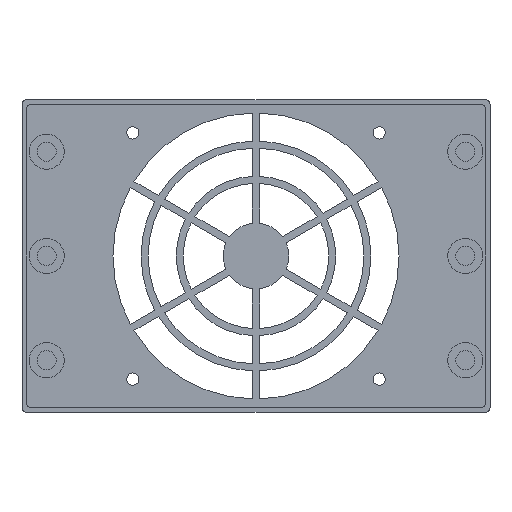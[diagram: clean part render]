
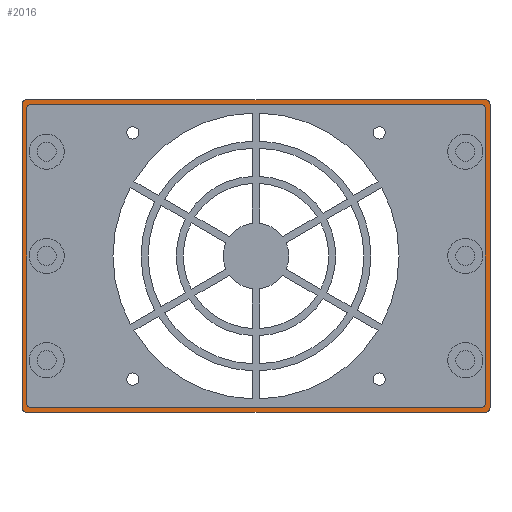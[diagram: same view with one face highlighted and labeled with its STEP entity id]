
A CAD part, front view. The second image highlights one B-rep face of the part: STEP entity #2016.
In plain terms, the highlighted planar face has unit normal (0, -1, 0).
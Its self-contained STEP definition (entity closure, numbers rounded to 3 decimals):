
#1833=CARTESIAN_POINT('',(-929.6,20.,323.355));
#1834=VERTEX_POINT('',#1833);
#1841=CARTESIAN_POINT('',(-929.6,20.,452.805));
#1842=VERTEX_POINT('',#1841);
#1843=CARTESIAN_POINT('',(-929.6,20.,452.805));
#1844=DIRECTION('',(0.,0.,-1.));
#1845=VECTOR('',#1844,129.45);
#1846=LINE('',#1843,#1845);
#1847=EDGE_CURVE('',#1842,#1834,#1846,.T.);
#1864=CARTESIAN_POINT('',(-732.,20.,325.355));
#1865=VERTEX_POINT('',#1864);
#1872=CARTESIAN_POINT('',(-732.,20.,450.805));
#1873=VERTEX_POINT('',#1872);
#1874=CARTESIAN_POINT('',(-732.,20.,450.805));
#1875=DIRECTION('',(0.,0.,-1.));
#1876=VECTOR('',#1875,125.45);
#1877=LINE('',#1874,#1876);
#1878=EDGE_CURVE('',#1873,#1865,#1877,.T.);
#1889=CARTESIAN_POINT('',(-810.,20.,380.25));
#1890=DIRECTION('',(0.,-1.,0.));
#1891=DIRECTION('',(0.,0.,-1.));
#1892=AXIS2_PLACEMENT_3D('',#1889,#1890,#1891);
#1893=PLANE('',#1892);
#1894=CARTESIAN_POINT('',(-734.,20.,452.805));
#1895=VERTEX_POINT('',#1894);
#1896=CARTESIAN_POINT('',(-734.,20.,450.805));
#1897=DIRECTION('',(-0.,1.,-0.));
#1898=DIRECTION('',(1.,0.,0.));
#1899=AXIS2_PLACEMENT_3D('',#1896,#1897,#1898);
#1900=CIRCLE('',#1899,2.);
#1901=EDGE_CURVE('',#1895,#1873,#1900,.T.);
#1902=ORIENTED_EDGE('',*,*,#1901,.T.);
#1903=ORIENTED_EDGE('',*,*,#1878,.T.);
#1904=CARTESIAN_POINT('',(-734.,20.,323.355));
#1905=VERTEX_POINT('',#1904);
#1906=CARTESIAN_POINT('',(-734.,20.,325.355));
#1907=DIRECTION('',(-0.,1.,-0.));
#1908=DIRECTION('',(1.,0.,0.));
#1909=AXIS2_PLACEMENT_3D('',#1906,#1907,#1908);
#1910=CIRCLE('',#1909,2.);
#1911=EDGE_CURVE('',#1865,#1905,#1910,.T.);
#1912=ORIENTED_EDGE('',*,*,#1911,.T.);
#1913=CARTESIAN_POINT('',(-925.6,20.,323.355));
#1914=VERTEX_POINT('',#1913);
#1915=CARTESIAN_POINT('',(-925.6,20.,323.355));
#1916=DIRECTION('',(1.,0.,0.));
#1917=VECTOR('',#1916,191.6);
#1918=LINE('',#1915,#1917);
#1919=EDGE_CURVE('',#1914,#1905,#1918,.T.);
#1920=ORIENTED_EDGE('',*,*,#1919,.F.);
#1921=CARTESIAN_POINT('',(-927.6,20.,325.355));
#1922=VERTEX_POINT('',#1921);
#1923=CARTESIAN_POINT('',(-925.6,20.,325.355));
#1924=DIRECTION('',(0.,-1.,0.));
#1925=DIRECTION('',(1.,0.,0.));
#1926=AXIS2_PLACEMENT_3D('',#1923,#1924,#1925);
#1927=CIRCLE('',#1926,2.);
#1928=EDGE_CURVE('',#1922,#1914,#1927,.T.);
#1929=ORIENTED_EDGE('',*,*,#1928,.F.);
#1930=CARTESIAN_POINT('',(-927.6,20.,450.805));
#1931=VERTEX_POINT('',#1930);
#1932=CARTESIAN_POINT('',(-927.6,20.,450.805));
#1933=DIRECTION('',(0.,0.,-1.));
#1934=VECTOR('',#1933,125.45);
#1935=LINE('',#1932,#1934);
#1936=EDGE_CURVE('',#1931,#1922,#1935,.T.);
#1937=ORIENTED_EDGE('',*,*,#1936,.F.);
#1938=CARTESIAN_POINT('',(-925.6,20.,452.805));
#1939=VERTEX_POINT('',#1938);
#1940=CARTESIAN_POINT('',(-925.6,20.,450.805));
#1941=DIRECTION('',(0.,-1.,0.));
#1942=DIRECTION('',(1.,0.,0.));
#1943=AXIS2_PLACEMENT_3D('',#1940,#1941,#1942);
#1944=CIRCLE('',#1943,2.);
#1945=EDGE_CURVE('',#1939,#1931,#1944,.T.);
#1946=ORIENTED_EDGE('',*,*,#1945,.F.);
#1947=CARTESIAN_POINT('',(-734.,20.,452.805));
#1948=DIRECTION('',(-1.,-0.,0.));
#1949=VECTOR('',#1948,191.6);
#1950=LINE('',#1947,#1949);
#1951=EDGE_CURVE('',#1895,#1939,#1950,.T.);
#1952=ORIENTED_EDGE('',*,*,#1951,.F.);
#1953=EDGE_LOOP('',(#1902,#1903,#1912,#1920,#1929,#1937,#1946,#1952));
#1954=FACE_BOUND('',#1953,.T.);
#1955=CARTESIAN_POINT('',(-730.,20.,452.805));
#1956=VERTEX_POINT('',#1955);
#1957=CARTESIAN_POINT('',(-730.,20.,323.355));
#1958=VERTEX_POINT('',#1957);
#1959=CARTESIAN_POINT('',(-730.,20.,452.805));
#1960=DIRECTION('',(0.,0.,-1.));
#1961=VECTOR('',#1960,129.45);
#1962=LINE('',#1959,#1961);
#1963=EDGE_CURVE('',#1956,#1958,#1962,.T.);
#1964=ORIENTED_EDGE('',*,*,#1963,.F.);
#1965=CARTESIAN_POINT('',(-732.,20.,454.805));
#1966=VERTEX_POINT('',#1965);
#1967=CARTESIAN_POINT('',(-732.,20.,452.805));
#1968=DIRECTION('',(0.,-1.,0.));
#1969=DIRECTION('',(1.,0.,0.));
#1970=AXIS2_PLACEMENT_3D('',#1967,#1968,#1969);
#1971=CIRCLE('',#1970,2.);
#1972=EDGE_CURVE('',#1956,#1966,#1971,.T.);
#1973=ORIENTED_EDGE('',*,*,#1972,.T.);
#1974=CARTESIAN_POINT('',(-927.6,20.,454.805));
#1975=VERTEX_POINT('',#1974);
#1976=CARTESIAN_POINT('',(-732.,20.,454.805));
#1977=DIRECTION('',(-1.,-0.,0.));
#1978=VECTOR('',#1977,195.6);
#1979=LINE('',#1976,#1978);
#1980=EDGE_CURVE('',#1966,#1975,#1979,.T.);
#1981=ORIENTED_EDGE('',*,*,#1980,.T.);
#1982=CARTESIAN_POINT('',(-927.6,20.,452.805));
#1983=DIRECTION('',(-0.,1.,-0.));
#1984=DIRECTION('',(1.,0.,0.));
#1985=AXIS2_PLACEMENT_3D('',#1982,#1983,#1984);
#1986=CIRCLE('',#1985,2.);
#1987=EDGE_CURVE('',#1842,#1975,#1986,.T.);
#1988=ORIENTED_EDGE('',*,*,#1987,.F.);
#1989=ORIENTED_EDGE('',*,*,#1847,.T.);
#1990=CARTESIAN_POINT('',(-927.6,20.,321.355));
#1991=VERTEX_POINT('',#1990);
#1992=CARTESIAN_POINT('',(-927.6,20.,323.355));
#1993=DIRECTION('',(-0.,1.,-0.));
#1994=DIRECTION('',(1.,0.,0.));
#1995=AXIS2_PLACEMENT_3D('',#1992,#1993,#1994);
#1996=CIRCLE('',#1995,2.);
#1997=EDGE_CURVE('',#1991,#1834,#1996,.T.);
#1998=ORIENTED_EDGE('',*,*,#1997,.F.);
#1999=CARTESIAN_POINT('',(-732.,20.,321.355));
#2000=VERTEX_POINT('',#1999);
#2001=CARTESIAN_POINT('',(-732.,20.,321.355));
#2002=DIRECTION('',(-1.,-0.,0.));
#2003=VECTOR('',#2002,195.6);
#2004=LINE('',#2001,#2003);
#2005=EDGE_CURVE('',#2000,#1991,#2004,.T.);
#2006=ORIENTED_EDGE('',*,*,#2005,.F.);
#2007=CARTESIAN_POINT('',(-732.,20.,323.355));
#2008=DIRECTION('',(0.,-1.,0.));
#2009=DIRECTION('',(1.,0.,0.));
#2010=AXIS2_PLACEMENT_3D('',#2007,#2008,#2009);
#2011=CIRCLE('',#2010,2.);
#2012=EDGE_CURVE('',#2000,#1958,#2011,.T.);
#2013=ORIENTED_EDGE('',*,*,#2012,.T.);
#2014=EDGE_LOOP('',(#1964,#1973,#1981,#1988,#1989,#1998,#2006,#2013));
#2015=FACE_BOUND('',#2014,.T.);
#2016=ADVANCED_FACE('',(#1954,#2015),#1893,.T.);
